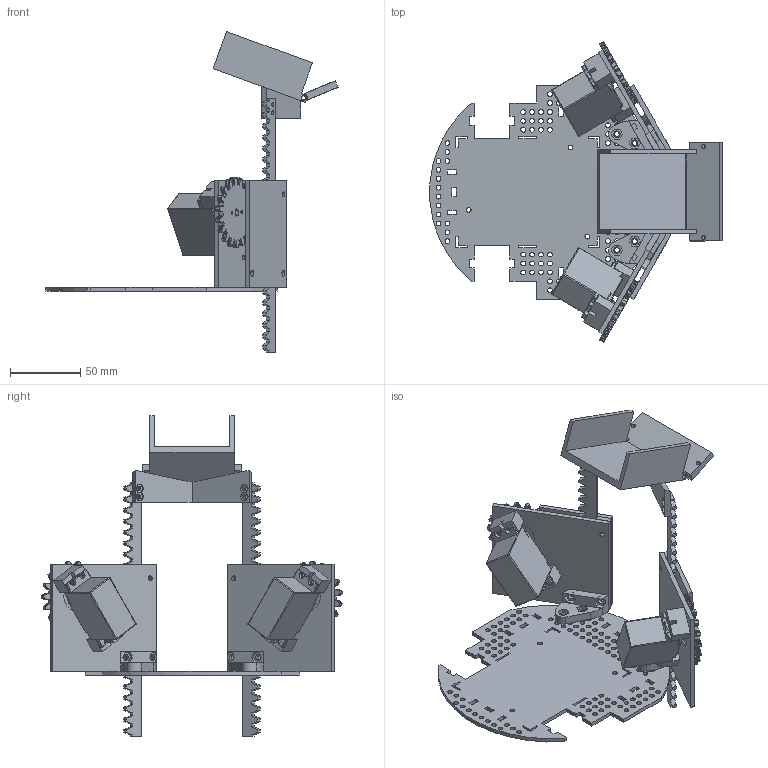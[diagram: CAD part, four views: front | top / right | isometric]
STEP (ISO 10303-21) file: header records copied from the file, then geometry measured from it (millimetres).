
FILE_DESCRIPTION(/* description */ ('STEP AP242','CAx-IF Rec.Pracs.---Representation and Presentation of Product Manufacturing Information (PMI)---4.0---2014-10-13','CAx-IF Rec.Pracs.---3D Tessellated Geometry---0.4---2014-09-14','2;1'),/* implementation_level */ '2;1');
FILE_NAME(/* name */ '6547ded8f7933d61c7c0d14d',/* time_stamp */ '2023-11-05T18:28:42Z',/* author */ (''),/* organization */ (''),/* preprocessor_version */ 'ST-DEVELOPER v19.4',/* originating_system */ ' ',/* authorisation */ ' ');
FILE_SCHEMA (('AP242_MANAGED_MODEL_BASED_3D_ENGINEERING_MIM_LF { 1 0 10303 442 1 1 4 }'));
Products named in the file (18): real; Part 2; motorStandoff; frontPlate; rack; MbackPlate; Part 6; rackBackStandoff; gear; Servo MG996R; Part 7; backPlate; Part 3; Part 1; MfrontPlate
Assembly tree (26 placements, depth 2):
  real
    Part 2
    motorStandoff  x4
    Part 2
    frontPlate
    rack  x2
    MbackPlate
    Part 6  x2
    rackBackStandoff  x2
    gear  x2
    Servo MG996R  x2
    Part 7  x2
    backPlate
    Part 3
    Part 3
    Part 1
    MfrontPlate
    Part 1
Bounding box: 207.98 x 214.27 x 228.47 mm (x, y, z)
Volume: 266118 mm3; surface area: 162921.6 mm2
Topology: 26 solids, 26 shells, 3927 faces, 11351 edges, 7458 vertices
Faces by surface type: plane 3529, cylinder 342, sphere 36, torus 12, bspline 8
Full cylindrical faces by diameter (mm): 2.1 x4, 2.5 x8, 2.6 x2, 3 x15, 3.3 x8, 3.4 x11, 3.404 x122, 4.3 x12, 4.6 x4, 5.046 x2, 5.8 x2, 7.184 x2, 8.75 x2, 9 x2, 12 x2, 20.7 x2, 21 x2
Entity records: 71627 total; most frequent: CARTESIAN_POINT 12878, ORIENTED_EDGE 12142, DIRECTION 10992, EDGE_CURVE 6071, LINE 5482, VECTOR 5482, VERTEX_POINT 4127, EDGE_LOOP 2764
